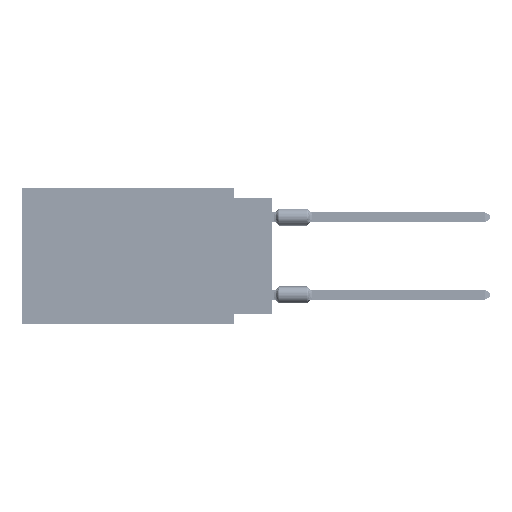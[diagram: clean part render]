
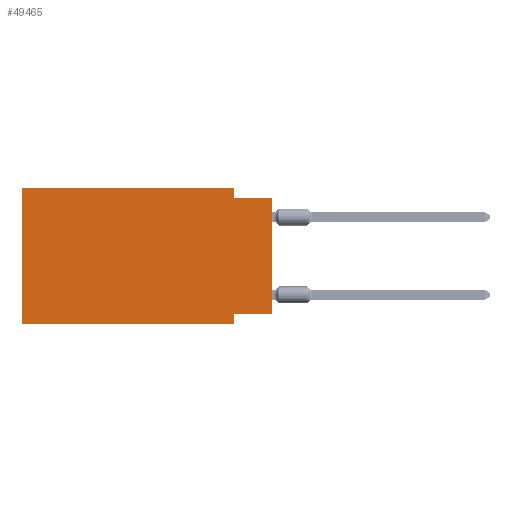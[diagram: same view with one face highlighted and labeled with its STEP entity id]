
A CAD part, left-side view. The second image highlights one B-rep face of the part: STEP entity #49465.
In plain terms, the highlighted planar face has unit normal (-1, 0, 0).
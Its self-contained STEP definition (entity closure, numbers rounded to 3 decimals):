
#184 = PLANE ( 'NONE',  #23928 ) ;
#222 = LINE ( 'NONE', #36597, #55012 ) ;
#376 = DIRECTION ( 'NONE',  ( 0., -1., 0. ) ) ;
#2028 = ORIENTED_EDGE ( 'NONE', *, *, #26464, .F. ) ;
#3630 = VECTOR ( 'NONE', #43883, 1000. ) ;
#5744 = VERTEX_POINT ( 'NONE', #35131 ) ;
#7757 = VECTOR ( 'NONE', #17288, 1000. ) ;
#8306 = VERTEX_POINT ( 'NONE', #16576 ) ;
#9233 = LINE ( 'NONE', #62408, #46681 ) ;
#9822 = ORIENTED_EDGE ( 'NONE', *, *, #21548, .F. ) ;
#10685 = CARTESIAN_POINT ( 'NONE',  ( 0., 2.54, -8.89 ) ) ;
#10730 = ORIENTED_EDGE ( 'NONE', *, *, #50258, .T. ) ;
#10917 = EDGE_LOOP ( 'NONE', ( #50678, #2028, #56998, #23471, #9822, #10730, #42186, #22615 ) ) ;
#11029 = CARTESIAN_POINT ( 'NONE',  ( 0., 0., -8.255 ) ) ;
#11969 = CARTESIAN_POINT ( 'NONE',  ( 0., 16.383, 0. ) ) ;
#12044 = LINE ( 'NONE', #10685, #7757 ) ;
#12829 = LINE ( 'NONE', #24354, #51519 ) ;
#14812 = DIRECTION ( 'NONE',  ( 0., 0., -1. ) ) ;
#16576 = CARTESIAN_POINT ( 'NONE',  ( 0., 2.54, 0. ) ) ;
#17288 = DIRECTION ( 'NONE',  ( 0., 0., -1. ) ) ;
#17862 = EDGE_CURVE ( 'NONE', #35396, #41603, #22544, .T. ) ;
#17914 = DIRECTION ( 'NONE',  ( 0., -1., 0. ) ) ;
#18073 = DIRECTION ( 'NONE',  ( 0., 0., 1. ) ) ;
#21548 = EDGE_CURVE ( 'NONE', #57973, #36592, #12829, .T. ) ;
#22544 = LINE ( 'NONE', #11029, #3630 ) ;
#22615 = ORIENTED_EDGE ( 'NONE', *, *, #17862, .F. ) ;
#23471 = ORIENTED_EDGE ( 'NONE', *, *, #44891, .F. ) ;
#23928 = AXIS2_PLACEMENT_3D ( 'NONE', #64206, #43195, #43534 ) ;
#24354 = CARTESIAN_POINT ( 'NONE',  ( 0., 16.383, 0. ) ) ;
#25123 = FACE_OUTER_BOUND ( 'NONE', #10917, .T. ) ;
#26464 = EDGE_CURVE ( 'NONE', #34078, #28106, #32352, .T. ) ;
#26797 = DIRECTION ( 'NONE',  ( 0., 0., 1. ) ) ;
#28106 = VERTEX_POINT ( 'NONE', #48027 ) ;
#32352 = LINE ( 'NONE', #64203, #58530 ) ;
#34078 = VERTEX_POINT ( 'NONE', #58170 ) ;
#35131 = CARTESIAN_POINT ( 'NONE',  ( 0., 2.54, -8.89 ) ) ;
#35396 = VERTEX_POINT ( 'NONE', #52580 ) ;
#36483 = CARTESIAN_POINT ( 'NONE',  ( 0., 16.383, 0. ) ) ;
#36592 = VERTEX_POINT ( 'NONE', #36483 ) ;
#36597 = CARTESIAN_POINT ( 'NONE',  ( 0., 0., 0. ) ) ;
#36750 = CARTESIAN_POINT ( 'NONE',  ( 0., 16.383, -8.89 ) ) ;
#39733 = EDGE_CURVE ( 'NONE', #8306, #34078, #9233, .T. ) ;
#41603 = VERTEX_POINT ( 'NONE', #47794 ) ;
#42186 = ORIENTED_EDGE ( 'NONE', *, *, #59271, .F. ) ;
#43195 = DIRECTION ( 'NONE',  ( 1., 0., 0. ) ) ;
#43534 = DIRECTION ( 'NONE',  ( 0., 0., -1. ) ) ;
#43883 = DIRECTION ( 'NONE',  ( 0., 1., 0. ) ) ;
#44891 = EDGE_CURVE ( 'NONE', #36592, #8306, #60596, .T. ) ;
#46681 = VECTOR ( 'NONE', #14812, 1000. ) ;
#47136 = EDGE_CURVE ( 'NONE', #35396, #28106, #222, .T. ) ;
#47794 = CARTESIAN_POINT ( 'NONE',  ( 0., 2.54, -8.255 ) ) ;
#48027 = CARTESIAN_POINT ( 'NONE',  ( 0., 0., -0.635 ) ) ;
#49465 = ADVANCED_FACE ( 'NONE', ( #25123 ), #184, .F. ) ;
#50258 = EDGE_CURVE ( 'NONE', #57973, #5744, #53548, .T. ) ;
#50678 = ORIENTED_EDGE ( 'NONE', *, *, #47136, .T. ) ;
#51519 = VECTOR ( 'NONE', #18073, 1000. ) ;
#52580 = CARTESIAN_POINT ( 'NONE',  ( 0., 0., -8.255 ) ) ;
#53340 = CARTESIAN_POINT ( 'NONE',  ( 0., 16.383, -8.89 ) ) ;
#53548 = LINE ( 'NONE', #36750, #60898 ) ;
#55012 = VECTOR ( 'NONE', #26797, 1000. ) ;
#56998 = ORIENTED_EDGE ( 'NONE', *, *, #39733, .F. ) ;
#57973 = VERTEX_POINT ( 'NONE', #53340 ) ;
#58170 = CARTESIAN_POINT ( 'NONE',  ( 0., 2.54, -0.635 ) ) ;
#58530 = VECTOR ( 'NONE', #69116, 1000. ) ;
#59271 = EDGE_CURVE ( 'NONE', #41603, #5744, #12044, .T. ) ;
#60596 = LINE ( 'NONE', #11969, #65903 ) ;
#60898 = VECTOR ( 'NONE', #376, 1000. ) ;
#62408 = CARTESIAN_POINT ( 'NONE',  ( 0., 2.54, 0. ) ) ;
#64203 = CARTESIAN_POINT ( 'NONE',  ( 0., 0., -0.635 ) ) ;
#64206 = CARTESIAN_POINT ( 'NONE',  ( 0., 16.383, 0. ) ) ;
#65903 = VECTOR ( 'NONE', #17914, 1000. ) ;
#69116 = DIRECTION ( 'NONE',  ( 0., -1., 0. ) ) ;
